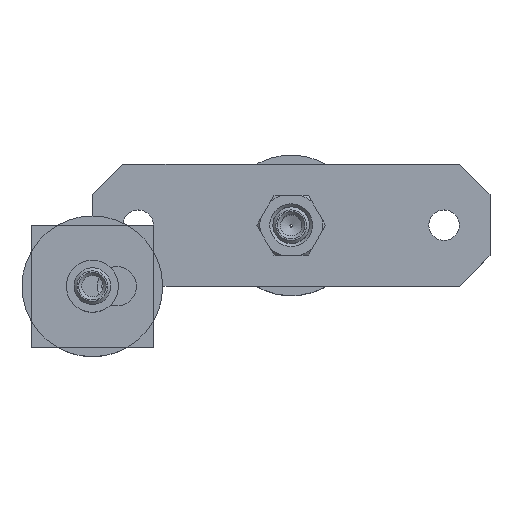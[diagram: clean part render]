
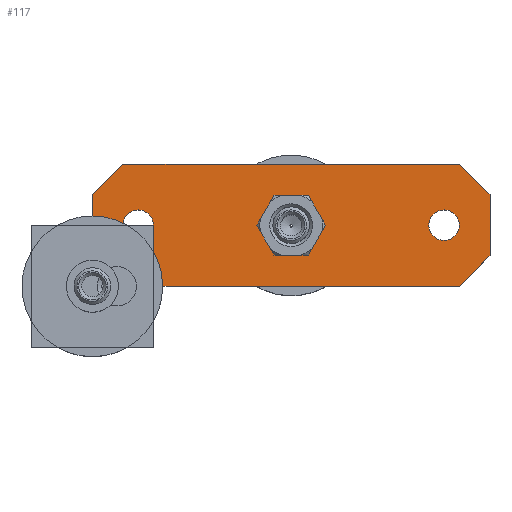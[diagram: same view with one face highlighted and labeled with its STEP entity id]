
A CAD part, top view. The second image highlights one B-rep face of the part: STEP entity #117.
In plain terms, the highlighted planar face has unit normal (0, 0, 1).
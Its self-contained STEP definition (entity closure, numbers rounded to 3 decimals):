
#117 = ADVANCED_FACE( '', ( #213, #214, #215, #216 ), #217, .F. );
#213 = FACE_BOUND( '', #331, .T. );
#214 = FACE_BOUND( '', #332, .T. );
#215 = FACE_BOUND( '', #333, .T. );
#216 = FACE_OUTER_BOUND( '', #334, .T. );
#217 = PLANE( '', #335 );
#331 = EDGE_LOOP( '', ( #566 ) );
#332 = EDGE_LOOP( '', ( #567 ) );
#333 = EDGE_LOOP( '', ( #568 ) );
#334 = EDGE_LOOP( '', ( #569, #570, #571, #572, #573, #574, #575, #576 ) );
#335 = AXIS2_PLACEMENT_3D( '', #577, #578, #579 );
#566 = ORIENTED_EDGE( '', *, *, #966, .T. );
#567 = ORIENTED_EDGE( '', *, *, #960, .F. );
#568 = ORIENTED_EDGE( '', *, *, #989, .F. );
#569 = ORIENTED_EDGE( '', *, *, #990, .F. );
#570 = ORIENTED_EDGE( '', *, *, #986, .T. );
#571 = ORIENTED_EDGE( '', *, *, #991, .F. );
#572 = ORIENTED_EDGE( '', *, *, #957, .T. );
#573 = ORIENTED_EDGE( '', *, *, #979, .F. );
#574 = ORIENTED_EDGE( '', *, *, #992, .T. );
#575 = ORIENTED_EDGE( '', *, *, #993, .F. );
#576 = ORIENTED_EDGE( '', *, *, #974, .T. );
#577 = CARTESIAN_POINT( '', ( 0., 0., 0. ) );
#578 = DIRECTION( '', ( 0., 0., -1. ) );
#579 = DIRECTION( '', ( -1., 0., 0. ) );
#957 = EDGE_CURVE( '', #1344, #1342, #1345, .F. );
#960 = EDGE_CURVE( '', #1348, #1348, #1349, .T. );
#966 = EDGE_CURVE( '', #1358, #1358, #1359, .T. );
#974 = EDGE_CURVE( '', #1371, #1369, #1372, .F. );
#979 = EDGE_CURVE( '', #1377, #1342, #1379, .T. );
#986 = EDGE_CURVE( '', #1391, #1389, #1392, .F. );
#989 = EDGE_CURVE( '', #1395, #1395, #1396, .T. );
#990 = EDGE_CURVE( '', #1391, #1369, #1397, .T. );
#991 = EDGE_CURVE( '', #1344, #1389, #1398, .T. );
#992 = EDGE_CURVE( '', #1377, #1399, #1400, .F. );
#993 = EDGE_CURVE( '', #1371, #1399, #1401, .T. );
#1342 = VERTEX_POINT( '', #2060 );
#1344 = VERTEX_POINT( '', #2063 );
#1345 = LINE( '', #2064, #2065 );
#1348 = VERTEX_POINT( '', #2069 );
#1349 = CIRCLE( '', #2070, 2.5 );
#1358 = VERTEX_POINT( '', #2079 );
#1359 = CIRCLE( '', #2080, 2.959 );
#1369 = VERTEX_POINT( '', #2091 );
#1371 = VERTEX_POINT( '', #2094 );
#1372 = LINE( '', #2095, #2096 );
#1377 = VERTEX_POINT( '', #2103 );
#1379 = LINE( '', #2106, #2107 );
#1389 = VERTEX_POINT( '', #2118 );
#1391 = VERTEX_POINT( '', #2121 );
#1392 = LINE( '', #2122, #2123 );
#1395 = VERTEX_POINT( '', #2127 );
#1396 = CIRCLE( '', #2128, 2.5 );
#1397 = LINE( '', #2129, #2130 );
#1398 = LINE( '', #2131, #2132 );
#1399 = VERTEX_POINT( '', #2133 );
#1400 = LINE( '', #2134, #2135 );
#1401 = LINE( '', #2136, #2137 );
#2060 = CARTESIAN_POINT( '', ( 0., 15., 0. ) );
#2063 = CARTESIAN_POINT( '', ( 5., 20., 0. ) );
#2064 = CARTESIAN_POINT( '', ( 5., 20., 0. ) );
#2065 = VECTOR( '', #2330, 1000. );
#2069 = CARTESIAN_POINT( '', ( 10., 10., 0. ) );
#2070 = AXIS2_PLACEMENT_3D( '', #2332, #2333, #2334 );
#2079 = CARTESIAN_POINT( '', ( 29.542, 10., 0. ) );
#2080 = AXIS2_PLACEMENT_3D( '', #2344, #2345, #2346 );
#2091 = CARTESIAN_POINT( '', ( 65., 5., 0. ) );
#2094 = CARTESIAN_POINT( '', ( 60., 0., 0. ) );
#2095 = CARTESIAN_POINT( '', ( 60., 0., 0. ) );
#2096 = VECTOR( '', #2355, 1000. );
#2103 = CARTESIAN_POINT( '', ( 0., 5., 0. ) );
#2106 = CARTESIAN_POINT( '', ( 0., 0., 0. ) );
#2107 = VECTOR( '', #2359, 1000. );
#2118 = CARTESIAN_POINT( '', ( 60., 20., 0. ) );
#2121 = CARTESIAN_POINT( '', ( 65., 15., 0. ) );
#2122 = CARTESIAN_POINT( '', ( 65., 15., 0. ) );
#2123 = VECTOR( '', #2368, 1000. );
#2127 = CARTESIAN_POINT( '', ( 60., 10., 0. ) );
#2128 = AXIS2_PLACEMENT_3D( '', #2370, #2371, #2372 );
#2129 = CARTESIAN_POINT( '', ( 65., 20., 0. ) );
#2130 = VECTOR( '', #2373, 1000. );
#2131 = CARTESIAN_POINT( '', ( 0., 20., 0. ) );
#2132 = VECTOR( '', #2374, 1000. );
#2133 = CARTESIAN_POINT( '', ( 5., 0., 0. ) );
#2134 = CARTESIAN_POINT( '', ( 0., 5., 0. ) );
#2135 = VECTOR( '', #2375, 1000. );
#2136 = CARTESIAN_POINT( '', ( 65., 0., 0. ) );
#2137 = VECTOR( '', #2376, 1000. );
#2330 = DIRECTION( '', ( 0.707, 0.707, 0. ) );
#2332 = CARTESIAN_POINT( '', ( 7.5, 10., 0. ) );
#2333 = DIRECTION( '', ( 0., 0., 1. ) );
#2334 = DIRECTION( '', ( 1., 0., 0. ) );
#2344 = CARTESIAN_POINT( '', ( 32.5, 10., 0. ) );
#2345 = DIRECTION( '', ( 0., 0., -1. ) );
#2346 = DIRECTION( '', ( -1., 0., 0. ) );
#2355 = DIRECTION( '', ( -0.707, -0.707, 0. ) );
#2359 = DIRECTION( '', ( 0., 1., 0. ) );
#2368 = DIRECTION( '', ( 0.707, -0.707, 0. ) );
#2370 = CARTESIAN_POINT( '', ( 57.5, 10., 0. ) );
#2371 = DIRECTION( '', ( 0., 0., 1. ) );
#2372 = DIRECTION( '', ( 1., 0., 0. ) );
#2373 = DIRECTION( '', ( 0., -1., 0. ) );
#2374 = DIRECTION( '', ( 1., 0., 0. ) );
#2375 = DIRECTION( '', ( -0.707, 0.707, 0. ) );
#2376 = DIRECTION( '', ( -1., 0., 0. ) );
